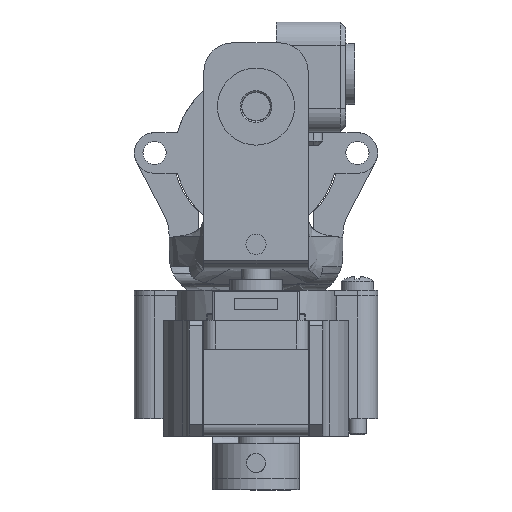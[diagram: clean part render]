
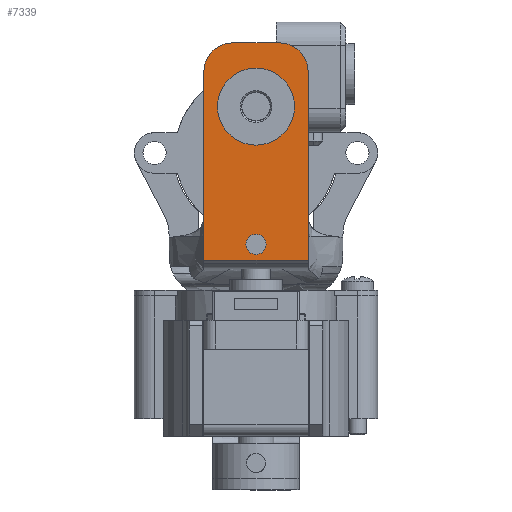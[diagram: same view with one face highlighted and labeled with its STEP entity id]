
A CAD part, left-side view. The second image highlights one B-rep face of the part: STEP entity #7339.
In plain terms, the highlighted face is planar.
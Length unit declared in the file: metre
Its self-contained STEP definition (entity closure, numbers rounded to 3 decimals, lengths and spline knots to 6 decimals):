
#350=CIRCLE('',#8260,0.00175);
#351=CIRCLE('',#8261,0.00665);
#352=CIRCLE('',#8262,0.005);
#353=CIRCLE('',#8263,0.005);
#1220=ORIENTED_EDGE('',*,*,#3119,.F.);
#1221=ORIENTED_EDGE('',*,*,#3120,.F.);
#1222=ORIENTED_EDGE('',*,*,#3107,.T.);
#1223=ORIENTED_EDGE('',*,*,#3121,.T.);
#1224=ORIENTED_EDGE('',*,*,#3118,.F.);
#1225=ORIENTED_EDGE('',*,*,#3122,.T.);
#1226=ORIENTED_EDGE('',*,*,#3123,.F.);
#1227=ORIENTED_EDGE('',*,*,#3124,.T.);
#3107=EDGE_CURVE('',#4093,#4092,#4783,.T.);
#3118=EDGE_CURVE('',#4100,#4096,#4791,.T.);
#3119=EDGE_CURVE('',#4101,#4101,#350,.T.);
#3120=EDGE_CURVE('',#4102,#4102,#351,.T.);
#3121=EDGE_CURVE('',#4092,#4096,#4792,.T.);
#3122=EDGE_CURVE('',#4100,#4103,#352,.T.);
#3123=EDGE_CURVE('',#4104,#4103,#4793,.T.);
#3124=EDGE_CURVE('',#4104,#4093,#353,.T.);
#4092=VERTEX_POINT('',#11522);
#4093=VERTEX_POINT('',#11524);
#4096=VERTEX_POINT('',#11533);
#4100=VERTEX_POINT('',#11542);
#4101=VERTEX_POINT('',#11546);
#4102=VERTEX_POINT('',#11548);
#4103=VERTEX_POINT('',#11551);
#4104=VERTEX_POINT('',#11553);
#4783=LINE('',#11523,#5397);
#4791=LINE('',#11543,#5405);
#4792=LINE('',#11549,#5406);
#4793=LINE('',#11552,#5407);
#5397=VECTOR('',#9344,1.);
#5405=VECTOR('',#9360,1.);
#5406=VECTOR('',#9367,1.);
#5407=VECTOR('',#9370,1.);
#5994=EDGE_LOOP('',(#1220));
#5995=EDGE_LOOP('',(#1221));
#5996=EDGE_LOOP('',(#1222,#1223,#1224,#1225,#1226,#1227));
#6540=FACE_BOUND('',#5994,.T.);
#6541=FACE_BOUND('',#5995,.T.);
#6542=FACE_BOUND('',#5996,.T.);
#7024=PLANE('',#8259);
#7339=ADVANCED_FACE('',(#6540,#6541,#6542),#7024,.T.);
#8259=AXIS2_PLACEMENT_3D('',#11544,#9361,#9362);
#8260=AXIS2_PLACEMENT_3D('',#11545,#9363,#9364);
#8261=AXIS2_PLACEMENT_3D('',#11547,#9365,#9366);
#8262=AXIS2_PLACEMENT_3D('',#11550,#9368,#9369);
#8263=AXIS2_PLACEMENT_3D('',#11554,#9371,#9372);
#9344=DIRECTION('',(0.,0.,-1.));
#9360=DIRECTION('',(0.,0.,-1.));
#9361=DIRECTION('',(0.,1.,0.));
#9362=DIRECTION('',(0.,0.,1.));
#9363=DIRECTION('',(0.,1.,0.));
#9364=DIRECTION('',(0.,0.,1.));
#9365=DIRECTION('',(0.,1.,0.));
#9366=DIRECTION('',(0.,0.,1.));
#9367=DIRECTION('',(-1.,0.,0.));
#9368=DIRECTION('',(0.,1.,0.));
#9369=DIRECTION('',(0.,0.,1.));
#9370=DIRECTION('',(-1.,0.,0.));
#9371=DIRECTION('',(0.,1.,0.));
#9372=DIRECTION('',(0.,0.,1.));
#11522=CARTESIAN_POINT('',(0.009,0.031039,0.0015));
#11523=CARTESIAN_POINT('',(0.009,0.031039,0.004225));
#11524=CARTESIAN_POINT('',(0.009,0.031039,0.034));
#11533=CARTESIAN_POINT('',(-0.009,0.031039,0.0015));
#11542=CARTESIAN_POINT('',(-0.009,0.031039,0.034));
#11543=CARTESIAN_POINT('',(-0.009,0.031039,0.004225));
#11544=CARTESIAN_POINT('',(0.009,0.031039,0.004225));
#11545=CARTESIAN_POINT('',(0.,0.031039,0.004225));
#11546=CARTESIAN_POINT('',(0.,0.031039,0.005975));
#11547=CARTESIAN_POINT('',(0.,0.031039,0.028));
#11548=CARTESIAN_POINT('',(0.,0.031039,0.03465));
#11549=CARTESIAN_POINT('',(0.009,0.031039,0.0015));
#11550=CARTESIAN_POINT('',(-0.004,0.031039,0.034));
#11551=CARTESIAN_POINT('',(-0.004,0.031039,0.039));
#11552=CARTESIAN_POINT('',(0.009,0.031039,0.039));
#11553=CARTESIAN_POINT('',(0.004,0.031039,0.039));
#11554=CARTESIAN_POINT('',(0.004,0.031039,0.034));
